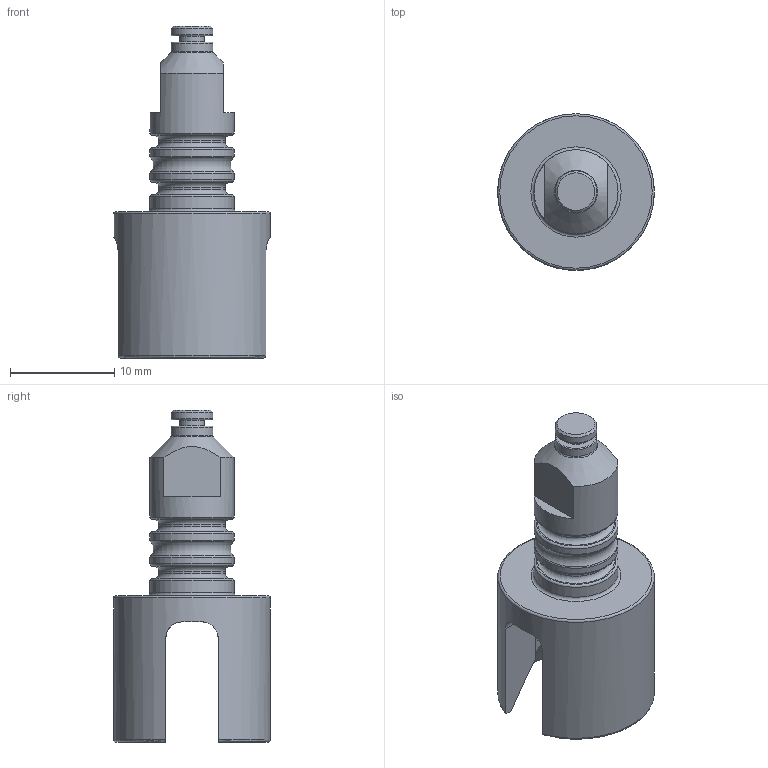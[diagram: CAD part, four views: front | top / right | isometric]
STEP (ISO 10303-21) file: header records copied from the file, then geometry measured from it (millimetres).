
FILE_DESCRIPTION(/* description */ ('NOIX MALE'),/* implementation_level */ '2;1');
FILE_NAME(/* name */ '10151457-2051.stp',/* time_stamp */ '2019-04-30T10:14:35+02:00',/* author */ ('angue'),/* organization */ (''),/* preprocessor_version */ 'ST-DEVELOPER v17',/* originating_system */ 'Autodesk Inventor 2019',/* authorisation */ '');
FILE_SCHEMA (('AUTOMOTIVE_DESIGN { 1 0 10303 214 3 1 1 }'));
Length unit declared in the file: millimetre
Products named in the file (1): 10151457-2051
Bounding box: 15 x 15 x 31.8 mm (x, y, z)
Volume: 2073.4 mm3; surface area: 1606 mm2
Topology: 1 solids, 1 shells, 61 faces, 172 edges, 120 vertices
Faces by surface type: torus 20, plane 19, cylinder 16, cone 4, bspline 2
Full cylindrical faces by diameter (mm): 2.4 x1, 4 x2, 6.35 x2, 8.05 x4, 15 x1
Entity records: 2229 total; most frequent: CARTESIAN_POINT 540, DIRECTION 380, ORIENTED_EDGE 344, EDGE_CURVE 172, AXIS2_PLACEMENT_3D 171, VERTEX_POINT 120, CIRCLE 111, EDGE_LOOP 68
